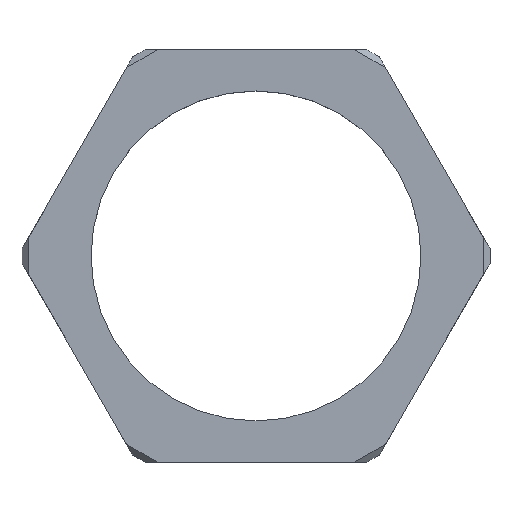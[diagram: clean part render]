
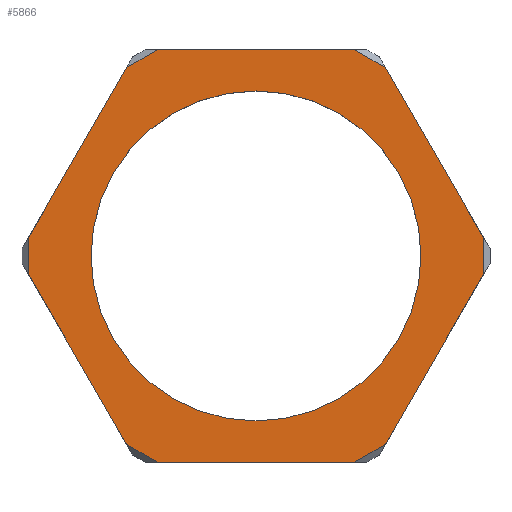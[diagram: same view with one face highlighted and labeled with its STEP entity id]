
A CAD part, top view. The second image highlights one B-rep face of the part: STEP entity #5866.
In plain terms, the highlighted planar face has unit normal (0, 0, 1).
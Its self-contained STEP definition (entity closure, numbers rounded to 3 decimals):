
#3125=DIRECTION('',(1.,0.,0.));
#3126=VECTOR('',#3125,23.868);
#3127=CARTESIAN_POINT('',(-11.934,-25.,7.));
#3128=LINE('',#3127,#3126);
#3947=CARTESIAN_POINT('',(0.,0.,7.));
#3948=DIRECTION('',(0.,0.,1.));
#3949=DIRECTION('',(1.,0.,0.));
#3950=AXIS2_PLACEMENT_3D('',#3947,#3948,#3949);
#3955=CARTESIAN_POINT('',(0.,0.,7.));
#3956=DIRECTION('',(0.,0.,1.));
#3957=DIRECTION('',(-1.,0.,0.));
#3958=AXIS2_PLACEMENT_3D('',#3955,#3956,#3957);
#3963=DIRECTION('',(0.866,-0.5,0.));
#3964=VECTOR('',#3963,4.33);
#3965=CARTESIAN_POINT('',(-15.684,-22.835,7.));
#3966=LINE('',#3965,#3964);
#3970=DIRECTION('',(-0.5,0.866,0.));
#3971=VECTOR('',#3970,23.868);
#3972=CARTESIAN_POINT('',(-15.684,-22.835,7.));
#3973=LINE('',#3972,#3971);
#3977=DIRECTION('',(0.,1.,0.));
#3978=VECTOR('',#3977,4.33);
#3979=CARTESIAN_POINT('',(-27.618,-2.165,7.));
#3980=LINE('',#3979,#3978);
#3984=DIRECTION('',(0.5,0.866,0.));
#3985=VECTOR('',#3984,23.868);
#3986=CARTESIAN_POINT('',(-27.618,2.165,7.));
#3987=LINE('',#3986,#3985);
#3991=DIRECTION('',(-0.866,-0.5,0.));
#3992=VECTOR('',#3991,4.33);
#3993=CARTESIAN_POINT('',(-11.934,25.,7.));
#3994=LINE('',#3993,#3992);
#3998=DIRECTION('',(-0.866,0.5,0.));
#3999=VECTOR('',#3998,4.33);
#4000=CARTESIAN_POINT('',(15.684,22.835,7.));
#4001=LINE('',#4000,#3999);
#4005=DIRECTION('',(0.5,-0.866,0.));
#4006=VECTOR('',#4005,23.868);
#4007=CARTESIAN_POINT('',(15.684,22.835,7.));
#4008=LINE('',#4007,#4006);
#4012=DIRECTION('',(0.,-1.,0.));
#4013=VECTOR('',#4012,4.33);
#4014=CARTESIAN_POINT('',(27.618,2.165,7.));
#4015=LINE('',#4014,#4013);
#4019=DIRECTION('',(-0.5,-0.866,0.));
#4020=VECTOR('',#4019,23.868);
#4021=CARTESIAN_POINT('',(27.618,-2.165,7.));
#4022=LINE('',#4021,#4020);
#4026=DIRECTION('',(0.866,0.5,0.));
#4027=VECTOR('',#4026,4.33);
#4028=CARTESIAN_POINT('',(11.934,-25.,7.));
#4029=LINE('',#4028,#4027);
#4131=DIRECTION('',(-1.,0.,0.));
#4132=VECTOR('',#4131,23.868);
#4133=CARTESIAN_POINT('',(11.934,25.,7.));
#4134=LINE('',#4133,#4132);
#4367=CARTESIAN_POINT('',(20.,0.,7.));
#4368=CARTESIAN_POINT('',(-20.,0.,7.));
#4369=VERTEX_POINT('',#4367);
#4370=VERTEX_POINT('',#4368);
#4467=CARTESIAN_POINT('',(-11.934,-25.,7.));
#4469=VERTEX_POINT('',#4467);
#4473=CARTESIAN_POINT('',(-15.684,-22.835,7.));
#4474=VERTEX_POINT('',#4473);
#4476=CARTESIAN_POINT('',(27.618,-2.165,7.));
#4478=VERTEX_POINT('',#4476);
#4479=CARTESIAN_POINT('',(27.618,2.165,7.));
#4480=VERTEX_POINT('',#4479);
#4483=CARTESIAN_POINT('',(11.934,25.,7.));
#4485=VERTEX_POINT('',#4483);
#4489=CARTESIAN_POINT('',(15.684,22.835,7.));
#4490=VERTEX_POINT('',#4489);
#4491=CARTESIAN_POINT('',(-15.684,22.835,7.));
#4493=VERTEX_POINT('',#4491);
#4497=CARTESIAN_POINT('',(-11.934,25.,7.));
#4498=VERTEX_POINT('',#4497);
#4500=CARTESIAN_POINT('',(-27.618,2.165,7.));
#4502=VERTEX_POINT('',#4500);
#4503=CARTESIAN_POINT('',(-27.618,-2.165,7.));
#4504=VERTEX_POINT('',#4503);
#4507=CARTESIAN_POINT('',(15.684,-22.835,7.));
#4509=VERTEX_POINT('',#4507);
#4513=CARTESIAN_POINT('',(11.934,-25.,7.));
#4514=VERTEX_POINT('',#4513);
#5831=CARTESIAN_POINT('',(0.,0.,7.));
#5832=DIRECTION('',(0.,0.,1.));
#5833=DIRECTION('',(1.,0.,0.));
#5834=AXIS2_PLACEMENT_3D('',#5831,#5832,#5833);
#5835=PLANE('',#5834);
#5836=ORIENTED_EDGE('',*,*,#4592,.F.);
#5838=ORIENTED_EDGE('',*,*,#5837,.T.);
#5840=ORIENTED_EDGE('',*,*,#5839,.T.);
#5842=ORIENTED_EDGE('',*,*,#5841,.T.);
#5844=ORIENTED_EDGE('',*,*,#5843,.F.);
#5846=ORIENTED_EDGE('',*,*,#5845,.F.);
#5848=ORIENTED_EDGE('',*,*,#5847,.F.);
#5850=ORIENTED_EDGE('',*,*,#5849,.T.);
#5852=ORIENTED_EDGE('',*,*,#5851,.T.);
#5854=ORIENTED_EDGE('',*,*,#5853,.T.);
#5856=ORIENTED_EDGE('',*,*,#5855,.F.);
#5857=ORIENTED_EDGE('',*,*,#4610,.F.);
#5858=EDGE_LOOP('',(#5836,#5838,#5840,#5842,#5844,#5846,#5848,#5850,#5852,#5854,
#5856,#5857));
#5859=FACE_OUTER_BOUND('',#5858,.F.);
#5861=ORIENTED_EDGE('',*,*,#5860,.T.);
#5863=ORIENTED_EDGE('',*,*,#5862,.T.);
#5864=EDGE_LOOP('',(#5861,#5863));
#5865=FACE_BOUND('',#5864,.F.);
#3951=CIRCLE('',#3950,20.);
#3959=CIRCLE('',#3958,20.);
#4592=EDGE_CURVE('',#4474,#4469,#3966,.T.);
#4610=EDGE_CURVE('',#4469,#4514,#3128,.T.);
#5837=EDGE_CURVE('',#4474,#4504,#3973,.T.);
#5839=EDGE_CURVE('',#4504,#4502,#3980,.T.);
#5841=EDGE_CURVE('',#4502,#4493,#3987,.T.);
#5843=EDGE_CURVE('',#4498,#4493,#3994,.T.);
#5845=EDGE_CURVE('',#4485,#4498,#4134,.T.);
#5847=EDGE_CURVE('',#4490,#4485,#4001,.T.);
#5849=EDGE_CURVE('',#4490,#4480,#4008,.T.);
#5851=EDGE_CURVE('',#4480,#4478,#4015,.T.);
#5853=EDGE_CURVE('',#4478,#4509,#4022,.T.);
#5855=EDGE_CURVE('',#4514,#4509,#4029,.T.);
#5860=EDGE_CURVE('',#4369,#4370,#3951,.T.);
#5862=EDGE_CURVE('',#4370,#4369,#3959,.T.);
#5866=ADVANCED_FACE('',(#5859,#5865),#5835,.T.);
